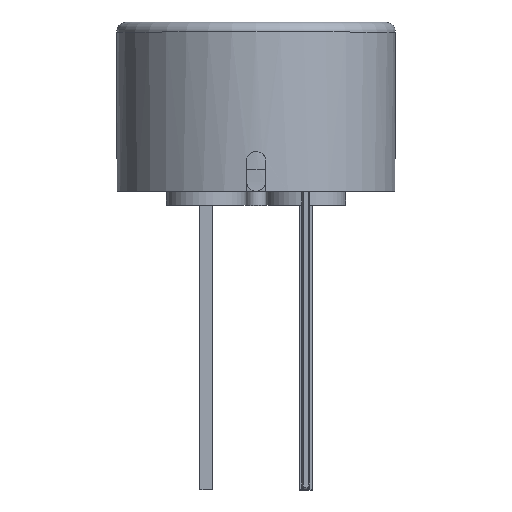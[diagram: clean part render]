
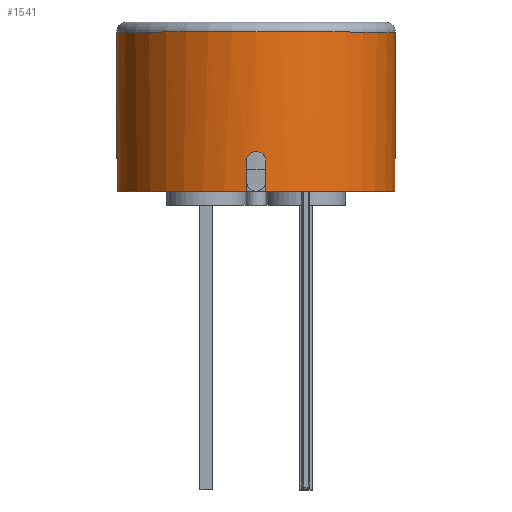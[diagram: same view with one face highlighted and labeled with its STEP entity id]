
A CAD part, top view. The second image highlights one B-rep face of the part: STEP entity #1541.
In plain terms, the highlighted cylindrical face has radius 7 mm (diameter 14 mm), a partial arc.
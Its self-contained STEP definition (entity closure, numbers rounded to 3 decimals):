
#2 = ORIENTED_EDGE ( 'NONE', *, *, #1615, .T. ) ;
#11 = B_SPLINE_CURVE_WITH_KNOTS ( 'NONE', 3,
 ( #1378, #877, #2665, #374, #610, #1875 ),
 .UNSPECIFIED., .F., .F.,
 ( 4, 2, 4 ),
 ( 0.001, 0.001, 0.002 ),
 .UNSPECIFIED. ) ;
#49 = CARTESIAN_POINT ( 'NONE',  ( 6.982, 2.2, 0.5 ) ) ;
#83 = VERTEX_POINT ( 'NONE', #49 ) ;
#102 = EDGE_CURVE ( 'NONE', #1566, #605, #2426, .T. ) ;
#144 = VECTOR ( 'NONE', #1262, 1000. ) ;
#167 = VECTOR ( 'NONE', #2581, 1000. ) ;
#170 = VECTOR ( 'NONE', #497, 1000. ) ;
#184 = LINE ( 'NONE', #2291, #1591 ) ;
#206 = VERTEX_POINT ( 'NONE', #3210 ) ;
#220 = CARTESIAN_POINT ( 'NONE',  ( 0., 8.7, 0. ) ) ;
#227 = CIRCLE ( 'NONE', #1036, 7. ) ;
#280 = DIRECTION ( 'NONE',  ( 0., 1., 0. ) ) ;
#287 = CARTESIAN_POINT ( 'NONE',  ( 7., 9.2, 0. ) ) ;
#361 = CARTESIAN_POINT ( 'NONE',  ( -6.982, 2.2, 0.5 ) ) ;
#364 = DIRECTION ( 'NONE',  ( 0., -1., 0. ) ) ;
#374 = CARTESIAN_POINT ( 'NONE',  ( -6.986, 2.46, 0.447 ) ) ;
#398 = EDGE_CURVE ( 'NONE', #2044, #1945, #2871, .T. ) ;
#399 = CARTESIAN_POINT ( 'NONE',  ( 0.5, 2.2, 6.982 ) ) ;
#410 = CARTESIAN_POINT ( 'NONE',  ( 6.996, 2.646, 0.261 ) ) ;
#462 = CARTESIAN_POINT ( 'NONE',  ( -0.5, 0.7, 6.982 ) ) ;
#475 = EDGE_CURVE ( 'NONE', #83, #605, #836, .T. ) ;
#497 = DIRECTION ( 'NONE',  ( 0., -1., 0. ) ) ;
#519 = ORIENTED_EDGE ( 'NONE', *, *, #102, .F. ) ;
#523 = ORIENTED_EDGE ( 'NONE', *, *, #1829, .T. ) ;
#534 = CARTESIAN_POINT ( 'NONE',  ( -7., 8.7, 0. ) ) ;
#605 = VERTEX_POINT ( 'NONE', #3226 ) ;
#610 = CARTESIAN_POINT ( 'NONE',  ( -6.982, 2.332, 0.5 ) ) ;
#701 = EDGE_CURVE ( 'NONE', #1443, #2530, #831, .T. ) ;
#708 = VERTEX_POINT ( 'NONE', #2249 ) ;
#769 = VERTEX_POINT ( 'NONE', #1499 ) ;
#771 = LINE ( 'NONE', #1598, #1368 ) ;
#780 = ORIENTED_EDGE ( 'NONE', *, *, #701, .T. ) ;
#801 = DIRECTION ( 'NONE',  ( -1., 0., 0. ) ) ;
#805 = EDGE_LOOP ( 'NONE', ( #2518, #780, #2463, #523, #2839, #2, #1988, #2435, #1354, #811, #881, #519 ) ) ;
#811 = ORIENTED_EDGE ( 'NONE', *, *, #1346, .T. ) ;
#831 = LINE ( 'NONE', #2033, #170 ) ;
#836 = B_SPLINE_CURVE_WITH_KNOTS ( 'NONE', 3,
 ( #1157, #3169, #2440, #410, #2176, #1916 ),
 .UNSPECIFIED., .F., .F.,
 ( 4, 2, 4 ),
 ( 0., 0., 0.001 ),
 .UNSPECIFIED. ) ;
#877 = CARTESIAN_POINT ( 'NONE',  ( -7., 2.7, 0.13 ) ) ;
#881 = ORIENTED_EDGE ( 'NONE', *, *, #475, .T. ) ;
#903 = CARTESIAN_POINT ( 'NONE',  ( -0.261, 2.646, 6.996 ) ) ;
#931 = DIRECTION ( 'NONE',  ( 0., 1., 0. ) ) ;
#982 = DIRECTION ( 'NONE',  ( -1., 0., 0. ) ) ;
#993 = AXIS2_PLACEMENT_3D ( 'NONE', #220, #2260, #982 ) ;
#1028 = CARTESIAN_POINT ( 'NONE',  ( 7., 8.7, 0. ) ) ;
#1036 = AXIS2_PLACEMENT_3D ( 'NONE', #2847, #280, #801 ) ;
#1037 = CARTESIAN_POINT ( 'NONE',  ( 0., 9.2, 0. ) ) ;
#1139 = CARTESIAN_POINT ( 'NONE',  ( 0.447, 2.461, 6.986 ) ) ;
#1148 = CARTESIAN_POINT ( 'NONE',  ( 0.26, 2.647, 6.996 ) ) ;
#1157 = CARTESIAN_POINT ( 'NONE',  ( 6.982, 2.2, 0.5 ) ) ;
#1181 = CARTESIAN_POINT ( 'NONE',  ( -0.446, 2.461, 6.986 ) ) ;
#1204 = DIRECTION ( 'NONE',  ( -1., 0., 0. ) ) ;
#1251 = AXIS2_PLACEMENT_3D ( 'NONE', #2449, #931, #1204 ) ;
#1262 = DIRECTION ( 'NONE',  ( 0., 1., 0. ) ) ;
#1339 = CARTESIAN_POINT ( 'NONE',  ( -7., 2.7, 0. ) ) ;
#1346 = EDGE_CURVE ( 'NONE', #769, #83, #1506, .T. ) ;
#1354 = ORIENTED_EDGE ( 'NONE', *, *, #2845, .T. ) ;
#1368 = VECTOR ( 'NONE', #2874, 1000. ) ;
#1378 = CARTESIAN_POINT ( 'NONE',  ( -7., 2.7, 0. ) ) ;
#1443 = VERTEX_POINT ( 'NONE', #534 ) ;
#1499 = CARTESIAN_POINT ( 'NONE',  ( 6.982, 0.7, 0.5 ) ) ;
#1506 = LINE ( 'NONE', #2270, #144 ) ;
#1531 = EDGE_CURVE ( 'NONE', #1945, #206, #184, .T. ) ;
#1541 = ADVANCED_FACE ( 'NONE', ( #1840 ), #2965, .T. ) ;
#1566 = VERTEX_POINT ( 'NONE', #1028 ) ;
#1591 = VECTOR ( 'NONE', #2556, 1000. ) ;
#1598 = CARTESIAN_POINT ( 'NONE',  ( -0.5, 9.2, 6.982 ) ) ;
#1615 = EDGE_CURVE ( 'NONE', #2348, #2044, #771, .T. ) ;
#1647 = CIRCLE ( 'NONE', #1251, 7. ) ;
#1786 = DIRECTION ( 'NONE',  ( 0., -1., 0. ) ) ;
#1829 = EDGE_CURVE ( 'NONE', #2541, #708, #2853, .T. ) ;
#1840 = FACE_OUTER_BOUND ( 'NONE', #805, .T. ) ;
#1875 = CARTESIAN_POINT ( 'NONE',  ( -6.982, 2.2, 0.5 ) ) ;
#1898 = CARTESIAN_POINT ( 'NONE',  ( 0.13, 2.7, 7. ) ) ;
#1916 = CARTESIAN_POINT ( 'NONE',  ( 7., 2.7, 0. ) ) ;
#1928 = CARTESIAN_POINT ( 'NONE',  ( -0.131, 2.7, 7. ) ) ;
#1945 = VERTEX_POINT ( 'NONE', #2779 ) ;
#1988 = ORIENTED_EDGE ( 'NONE', *, *, #398, .T. ) ;
#2016 = CARTESIAN_POINT ( 'NONE',  ( -0.5, 2.2, 6.982 ) ) ;
#2033 = CARTESIAN_POINT ( 'NONE',  ( -7., 9.2, 0. ) ) ;
#2044 = VERTEX_POINT ( 'NONE', #2016 ) ;
#2120 = CARTESIAN_POINT ( 'NONE',  ( -6.982, 9.2, 0.5 ) ) ;
#2176 = CARTESIAN_POINT ( 'NONE',  ( 7., 2.7, 0.131 ) ) ;
#2230 = EDGE_CURVE ( 'NONE', #2530, #2541, #11, .T. ) ;
#2249 = CARTESIAN_POINT ( 'NONE',  ( -6.982, 0.7, 0.5 ) ) ;
#2260 = DIRECTION ( 'NONE',  ( 0., -1., 0. ) ) ;
#2270 = CARTESIAN_POINT ( 'NONE',  ( 6.982, 9.2, 0.5 ) ) ;
#2291 = CARTESIAN_POINT ( 'NONE',  ( 0.5, 9.2, 6.982 ) ) ;
#2348 = VERTEX_POINT ( 'NONE', #462 ) ;
#2405 = CIRCLE ( 'NONE', #993, 7. ) ;
#2426 = LINE ( 'NONE', #287, #167 ) ;
#2432 = EDGE_CURVE ( 'NONE', #708, #2348, #1647, .T. ) ;
#2435 = ORIENTED_EDGE ( 'NONE', *, *, #1531, .T. ) ;
#2440 = CARTESIAN_POINT ( 'NONE',  ( 6.986, 2.461, 0.446 ) ) ;
#2449 = CARTESIAN_POINT ( 'NONE',  ( 0., 0.7, 0. ) ) ;
#2463 = ORIENTED_EDGE ( 'NONE', *, *, #2230, .T. ) ;
#2518 = ORIENTED_EDGE ( 'NONE', *, *, #2784, .T. ) ;
#2530 = VERTEX_POINT ( 'NONE', #1339 ) ;
#2541 = VERTEX_POINT ( 'NONE', #361 ) ;
#2556 = DIRECTION ( 'NONE',  ( 0., -1., 0. ) ) ;
#2581 = DIRECTION ( 'NONE',  ( 0., -1., 0. ) ) ;
#2615 = VECTOR ( 'NONE', #364, 1000. ) ;
#2665 = CARTESIAN_POINT ( 'NONE',  ( -6.996, 2.647, 0.26 ) ) ;
#2668 = CARTESIAN_POINT ( 'NONE',  ( -0.5, 2.2, 6.982 ) ) ;
#2715 = CARTESIAN_POINT ( 'NONE',  ( 0.5, 2.332, 6.982 ) ) ;
#2779 = CARTESIAN_POINT ( 'NONE',  ( 0.5, 2.2, 6.982 ) ) ;
#2784 = EDGE_CURVE ( 'NONE', #1566, #1443, #2405, .T. ) ;
#2813 = DIRECTION ( 'NONE',  ( 1., 0., 0. ) ) ;
#2839 = ORIENTED_EDGE ( 'NONE', *, *, #2432, .T. ) ;
#2845 = EDGE_CURVE ( 'NONE', #206, #769, #227, .T. ) ;
#2847 = CARTESIAN_POINT ( 'NONE',  ( 0., 0.7, 0. ) ) ;
#2853 = LINE ( 'NONE', #2120, #2615 ) ;
#2871 = B_SPLINE_CURVE_WITH_KNOTS ( 'NONE', 3,
 ( #2668, #3181, #1181, #903, #1928, #1898, #1148, #1139, #2715, #399 ),
 .UNSPECIFIED., .F., .F.,
 ( 4, 2, 2, 2, 4 ),
 ( 0., 0., 0.001, 0.001, 0.002 ),
 .UNSPECIFIED. ) ;
#2874 = DIRECTION ( 'NONE',  ( 0., 1., 0. ) ) ;
#2965 = CYLINDRICAL_SURFACE ( 'NONE', #3124, 7. ) ;
#3124 = AXIS2_PLACEMENT_3D ( 'NONE', #1037, #1786, #2813 ) ;
#3169 = CARTESIAN_POINT ( 'NONE',  ( 6.982, 2.332, 0.5 ) ) ;
#3181 = CARTESIAN_POINT ( 'NONE',  ( -0.5, 2.332, 6.982 ) ) ;
#3210 = CARTESIAN_POINT ( 'NONE',  ( 0.5, 0.7, 6.982 ) ) ;
#3226 = CARTESIAN_POINT ( 'NONE',  ( 7., 2.7, 0. ) ) ;
